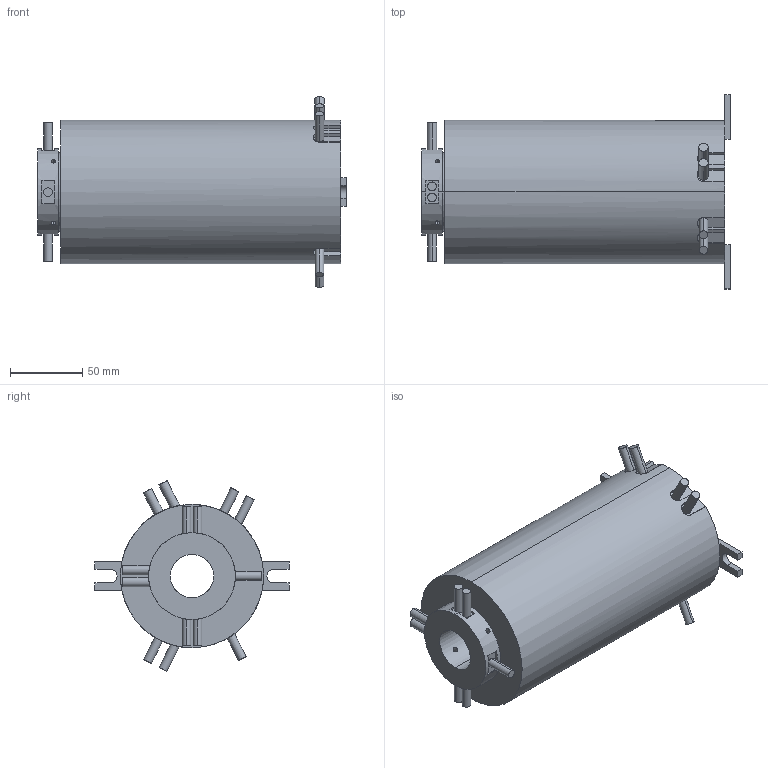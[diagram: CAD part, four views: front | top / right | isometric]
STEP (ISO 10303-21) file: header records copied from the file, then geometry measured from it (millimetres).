
FILE_DESCRIPTION (( 'STEP AP214' ), '1' );
FILE_NAME ('RX00731002--RT1300-S10235-21E.STEP', '2020-08-03T07:43:29', ( 'admin321' ), ( '' ), 'SwSTEP 2.0', 'SolidWorks 2014', '' );
FILE_SCHEMA (( 'AUTOMOTIVE_DESIGN' ));
Length unit declared in the file: millimetre
Products named in the file (1): RX00731002--RT1300-S10235-21E
Bounding box: 213.2 x 134 x 131.64 mm (x, y, z)
Volume: 1391370.5 mm3; surface area: 106664.3 mm2
Topology: 1 solids, 1 shells, 166 faces, 406 edges, 256 vertices
Faces by surface type: plane 77, cylinder 61, cone 28
Entity records: 5547 total; most frequent: CARTESIAN_POINT 1456, DIRECTION 851, ORIENTED_EDGE 796, EDGE_CURVE 398, AXIS2_PLACEMENT_3D 313, VERTEX_POINT 256, VECTOR 225, LINE 225
